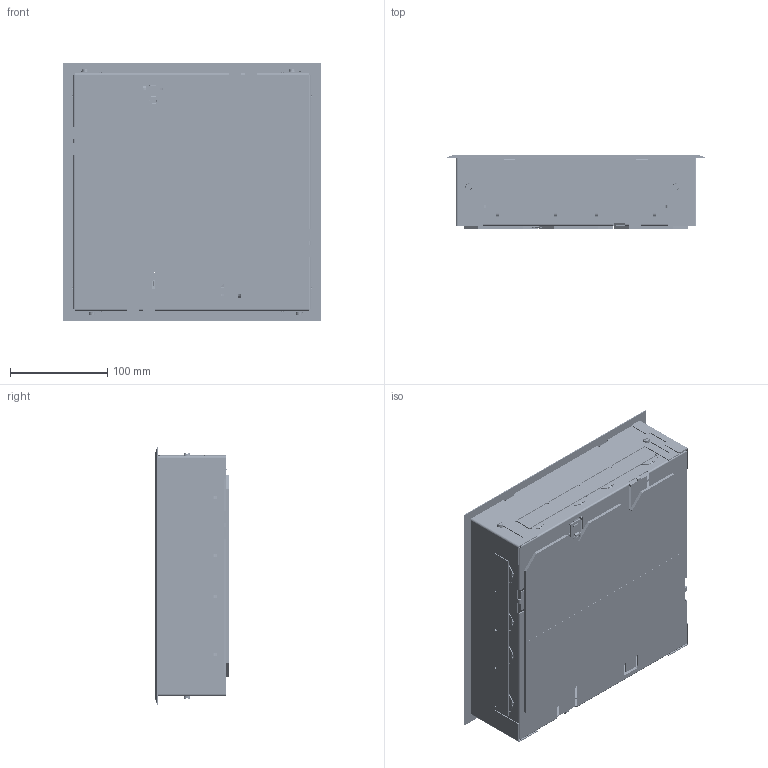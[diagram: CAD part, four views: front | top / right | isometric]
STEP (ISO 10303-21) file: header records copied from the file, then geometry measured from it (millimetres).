
FILE_DESCRIPTION (( 'STEP AP214' ), '1' );
FILE_NAME ('7427420.stp', '2019-01-28T15:05:41', ( '' ), ( '' ), 'SwSTEP 2.0', 'SolidWorks 2018', '' );
FILE_SCHEMA (( 'AUTOMOTIVE_DESIGN' ));
Length unit declared in the file: millimetre
Products named in the file (45): P_52213A5_1_Standard; 087480_Standard; 42580A_Standard; 044406_Standard; 087620_Standard; 35104178_Standard; 077657_Standard; 015784_Standard; 032222_Standard; 093900_Standard; 083422_Standard; 032224_Standard; 047863_Standard; 083421_Standard; 093461_MT4-45-2-2; 044679_Standard; 083420_Standard; 000204_SG2; 044040_Standard; 000220_MT4_45; 050240_Standard; 7427420; 083425_Standard; 044019_Standard; 092023_Standard; 047858_Standard; 044159_Standard; 059041_Standard; 015740_Standard; 059041T2_Gespannt; 099861_Standard; 059041T1_Standard; P_39410984_2_Standard; 043999_Standard; 39410982_DIN EN ISO 8740-M4x26-St; 044022_VDE; 083424_Standard; 044047_Standard; 083423_Standard; 032227_Standard ...
Assembly tree (70 placements, depth 5):
  7427420
    083425_Standard
      083420_Standard
      099861_Standard
        083421_Standard
        083422_Standard
        015784_Standard  x2
        087620_Standard
        087480_Standard
        015683_Standard  x2
        015625_Standard  x2
        35050322_Standard  x4
        083423_Standard
        083424_Standard  x2
        39410982_DIN EN ISO 8740-M4x26-St  x2
        P_39410984_2_Standard  x2
      015740_Standard
      044159_Standard  x4
      092023_Standard
    093461_MT4-45-2-2  x3
      000220_MT4_45
      000204_SG2
    032227_Standard
      032224_Standard
      032222_Standard
      35104178_Standard  x4
      35083C_Standard
        42580A_Standard
        P_52213A5_1_Standard
        52452A8_Standard
    044406_Standard  x2
      044047_Standard
      047858_Standard
        044022_VDE
        043999_Standard  x2
        059041_Standard  x2
          059041T1_Standard
          059041T2_Gespannt
      050240_Standard
        044019_Standard
        059041_Standard  x2
          059041T1_Standard
          059041T2_Gespannt
      077657_Standard
        044040_Standard
        044679_Standard  x2
        093900_Standard  x2
          047863_Standard
Bounding box: 264 x 75.5 x 264 mm (x, y, z)
Volume: 1182601.2 mm3; surface area: 1243218.5 mm2
Topology: 92 solids, 92 shells, 10521 faces, 29139 edges, 18809 vertices
Faces by surface type: plane 5908, cylinder 3432, bspline 459, cone 416, torus 286, sphere 20
Entity records: 172517 total; most frequent: CARTESIAN_POINT 46402, ORIENTED_EDGE 26282, DIRECTION 25025, EDGE_CURVE 13141, LINE 8595, VECTOR 8595, VERTEX_POINT 8476, AXIS2_PLACEMENT_3D 8215
